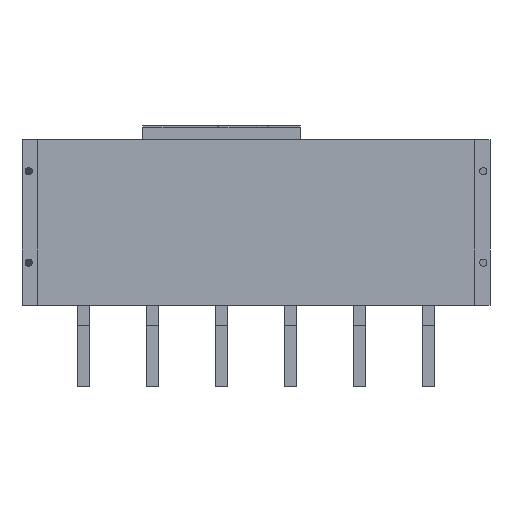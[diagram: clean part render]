
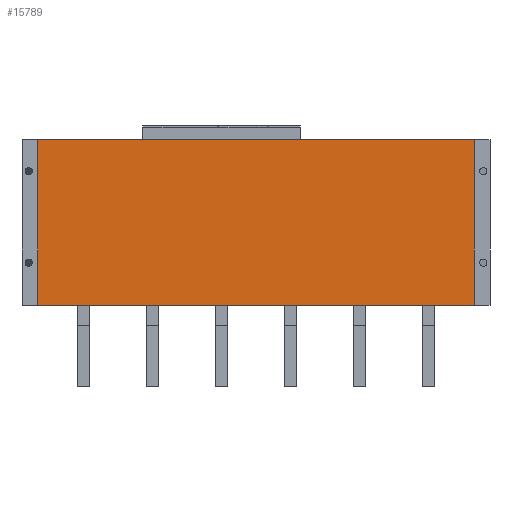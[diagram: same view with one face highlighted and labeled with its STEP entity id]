
A CAD part, front view. The second image highlights one B-rep face of the part: STEP entity #15789.
In plain terms, the highlighted planar face has unit normal (0, -1, 0).
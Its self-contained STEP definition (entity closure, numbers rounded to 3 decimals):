
#600 = EDGE_CURVE ( 'NONE', #6990, #21563, #22584, .T. ) ;
#777 = LINE ( 'NONE', #7429, #15087 ) ;
#2784 = DIRECTION ( 'NONE',  ( 0., -1., 0. ) ) ;
#2896 = CARTESIAN_POINT ( 'NONE',  ( 357.5, 0., -271. ) ) ;
#4727 = PLANE ( 'NONE',  #11834 ) ;
#5052 = CARTESIAN_POINT ( 'NONE',  ( 357.5, 0., -271. ) ) ;
#5371 = CARTESIAN_POINT ( 'NONE',  ( -357.5, 0., 0. ) ) ;
#6430 = CARTESIAN_POINT ( 'NONE',  ( 357.5, 0., -271. ) ) ;
#6990 = VERTEX_POINT ( 'NONE', #11112 ) ;
#7429 = CARTESIAN_POINT ( 'NONE',  ( 357.5, 0., -271. ) ) ;
#7457 = VECTOR ( 'NONE', #13531, 1000. ) ;
#7602 = ORIENTED_EDGE ( 'NONE', *, *, #15023, .T. ) ;
#7960 = ORIENTED_EDGE ( 'NONE', *, *, #600, .T. ) ;
#8277 = FACE_OUTER_BOUND ( 'NONE', #14881, .T. ) ;
#8593 = DIRECTION ( 'NONE',  ( 0., 0., 1. ) ) ;
#9539 = ORIENTED_EDGE ( 'NONE', *, *, #19275, .F. ) ;
#11112 = CARTESIAN_POINT ( 'NONE',  ( -357.5, 0., -271. ) ) ;
#11207 = ORIENTED_EDGE ( 'NONE', *, *, #13819, .F. ) ;
#11834 = AXIS2_PLACEMENT_3D ( 'NONE', #2896, #2784, #18602 ) ;
#12030 = VERTEX_POINT ( 'NONE', #14382 ) ;
#13531 = DIRECTION ( 'NONE',  ( 1., 0., 0. ) ) ;
#13819 = EDGE_CURVE ( 'NONE', #6990, #19197, #17629, .T. ) ;
#14196 = CARTESIAN_POINT ( 'NONE',  ( -357.5, 0., -271. ) ) ;
#14382 = CARTESIAN_POINT ( 'NONE',  ( 357.5, 0., 0. ) ) ;
#14881 = EDGE_LOOP ( 'NONE', ( #9539, #11207, #7960, #7602 ) ) ;
#15023 = EDGE_CURVE ( 'NONE', #21563, #12030, #777, .T. ) ;
#15087 = VECTOR ( 'NONE', #19921, 1000. ) ;
#15703 = CARTESIAN_POINT ( 'NONE',  ( 357.5, 0., 0. ) ) ;
#15789 = ADVANCED_FACE ( 'NONE', ( #8277 ), #4727, .T. ) ;
#15845 = VECTOR ( 'NONE', #17757, 1000. ) ;
#17629 = LINE ( 'NONE', #14196, #20946 ) ;
#17757 = DIRECTION ( 'NONE',  ( 1., 0., 0. ) ) ;
#17871 = LINE ( 'NONE', #15703, #15845 ) ;
#18602 = DIRECTION ( 'NONE',  ( 1., 0., 0. ) ) ;
#19197 = VERTEX_POINT ( 'NONE', #5371 ) ;
#19275 = EDGE_CURVE ( 'NONE', #19197, #12030, #17871, .T. ) ;
#19921 = DIRECTION ( 'NONE',  ( 0., 0., 1. ) ) ;
#20946 = VECTOR ( 'NONE', #8593, 1000. ) ;
#21563 = VERTEX_POINT ( 'NONE', #5052 ) ;
#22584 = LINE ( 'NONE', #6430, #7457 ) ;
